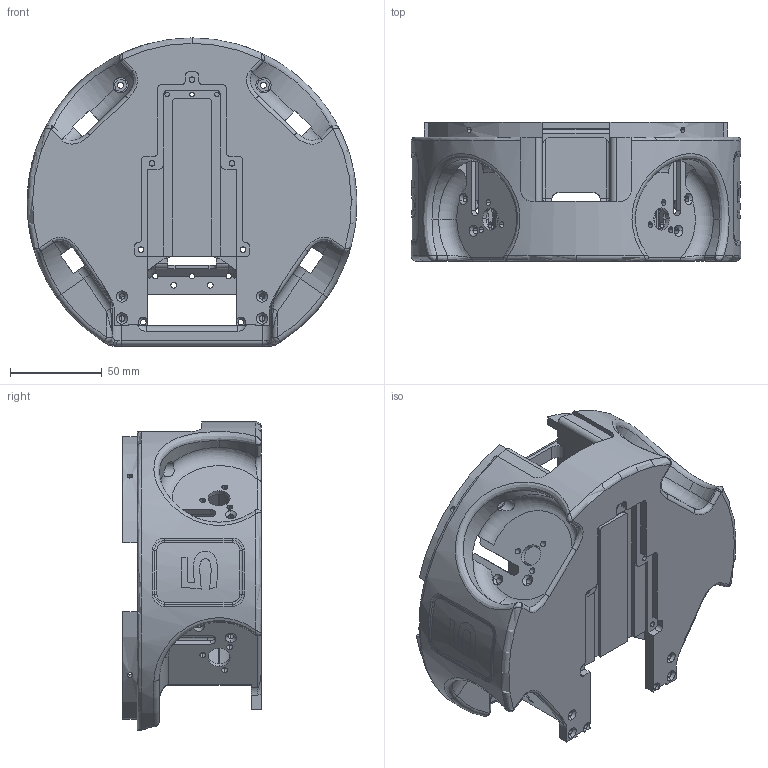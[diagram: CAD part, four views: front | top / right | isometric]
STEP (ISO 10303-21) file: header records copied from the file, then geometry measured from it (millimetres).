
FILE_DESCRIPTION (( 'STEP AP203' ), '1' );
FILE_NAME ('First floor.STEP', '2018-06-11T01:56:30', ( '' ), ( '' ), 'SwSTEP 2.0', 'SolidWorks 2016', '' );
FILE_SCHEMA (( 'CONFIG_CONTROL_DESIGN' ));
Length unit declared in the file: millimetre
Products named in the file (1): First floor
Bounding box: 179.5 x 75.5 x 167.75 mm (x, y, z)
Volume: 534365.1 mm3; surface area: 160817.1 mm2
Topology: 1 solids, 5 shells, 953 faces, 2647 edges, 1680 vertices
Faces by surface type: cylinder 432, plane 316, bspline 94, torus 64, cone 39, sphere 8
Entity records: 41245 total; most frequent: CARTESIAN_POINT 17270, ORIENTED_EDGE 5262, DIRECTION 4817, EDGE_CURVE 2631, AXIS2_PLACEMENT_3D 1817, VERTEX_POINT 1680, VECTOR 1183, LINE 1183
